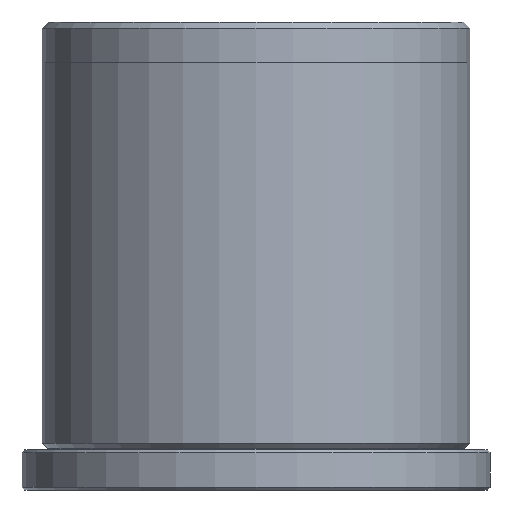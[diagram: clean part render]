
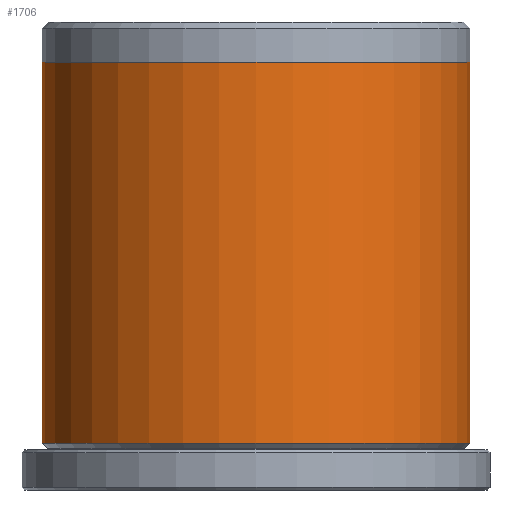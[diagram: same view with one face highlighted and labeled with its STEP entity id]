
A CAD part, front view. The second image highlights one B-rep face of the part: STEP entity #1706.
In plain terms, the highlighted cylindrical face has radius 16 mm (diameter 32 mm), a partial arc.
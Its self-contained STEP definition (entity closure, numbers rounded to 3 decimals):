
#10 = VERTEX_POINT ( 'NONE', #333 ) ;
#24 = CARTESIAN_POINT ( 'NONE',  ( -16., 0., 3.5 ) ) ;
#88 = EDGE_CURVE ( 'NONE', #10, #721, #1180, .T. ) ;
#127 = EDGE_CURVE ( 'NONE', #434, #974, #1554, .T. ) ;
#159 = DIRECTION ( 'NONE',  ( -1., 0., 0. ) ) ;
#247 = AXIS2_PLACEMENT_3D ( 'NONE', #684, #1673, #836 ) ;
#292 = DIRECTION ( 'NONE',  ( 0., 0., -1. ) ) ;
#333 = CARTESIAN_POINT ( 'NONE',  ( -16., 0., 32. ) ) ;
#339 = CARTESIAN_POINT ( 'NONE',  ( 16., 0., 3.5 ) ) ;
#433 = AXIS2_PLACEMENT_3D ( 'NONE', #840, #1817, #983 ) ;
#434 = VERTEX_POINT ( 'NONE', #339 ) ;
#435 = EDGE_LOOP ( 'NONE', ( #1681, #1408, #686, #1812 ) ) ;
#557 = CARTESIAN_POINT ( 'NONE',  ( 16., 0., 35. ) ) ;
#564 = CYLINDRICAL_SURFACE ( 'NONE', #1833, 16. ) ;
#586 = CARTESIAN_POINT ( 'NONE',  ( 0., 0., 35. ) ) ;
#684 = CARTESIAN_POINT ( 'NONE',  ( 0., 0., 32. ) ) ;
#686 = ORIENTED_EDGE ( 'NONE', *, *, #1657, .T. ) ;
#721 = VERTEX_POINT ( 'NONE', #1069 ) ;
#790 = LINE ( 'NONE', #557, #1545 ) ;
#836 = DIRECTION ( 'NONE',  ( 1., 0., 0. ) ) ;
#840 = CARTESIAN_POINT ( 'NONE',  ( 0., 0., 3.5 ) ) ;
#974 = VERTEX_POINT ( 'NONE', #24 ) ;
#983 = DIRECTION ( 'NONE',  ( -1., 0., 0. ) ) ;
#1009 = DIRECTION ( 'NONE',  ( 0., 0., -1. ) ) ;
#1069 = CARTESIAN_POINT ( 'NONE',  ( 16., 0., 32. ) ) ;
#1180 = CIRCLE ( 'NONE', #247, 16. ) ;
#1408 = ORIENTED_EDGE ( 'NONE', *, *, #88, .F. ) ;
#1416 = VECTOR ( 'NONE', #1009, 1000. ) ;
#1456 = FACE_OUTER_BOUND ( 'NONE', #435, .T. ) ;
#1545 = VECTOR ( 'NONE', #1552, 1000. ) ;
#1552 = DIRECTION ( 'NONE',  ( 0., 0., -1. ) ) ;
#1554 = CIRCLE ( 'NONE', #433, 16. ) ;
#1565 = EDGE_CURVE ( 'NONE', #721, #434, #790, .T. ) ;
#1568 = CARTESIAN_POINT ( 'NONE',  ( -16., 0., 35. ) ) ;
#1657 = EDGE_CURVE ( 'NONE', #10, #974, #1779, .T. ) ;
#1673 = DIRECTION ( 'NONE',  ( 0., 0., 1. ) ) ;
#1681 = ORIENTED_EDGE ( 'NONE', *, *, #1565, .F. ) ;
#1706 = ADVANCED_FACE ( 'NONE', ( #1456 ), #564, .T. ) ;
#1779 = LINE ( 'NONE', #1568, #1416 ) ;
#1812 = ORIENTED_EDGE ( 'NONE', *, *, #127, .F. ) ;
#1817 = DIRECTION ( 'NONE',  ( 0., 0., -1. ) ) ;
#1833 = AXIS2_PLACEMENT_3D ( 'NONE', #586, #292, #159 ) ;
